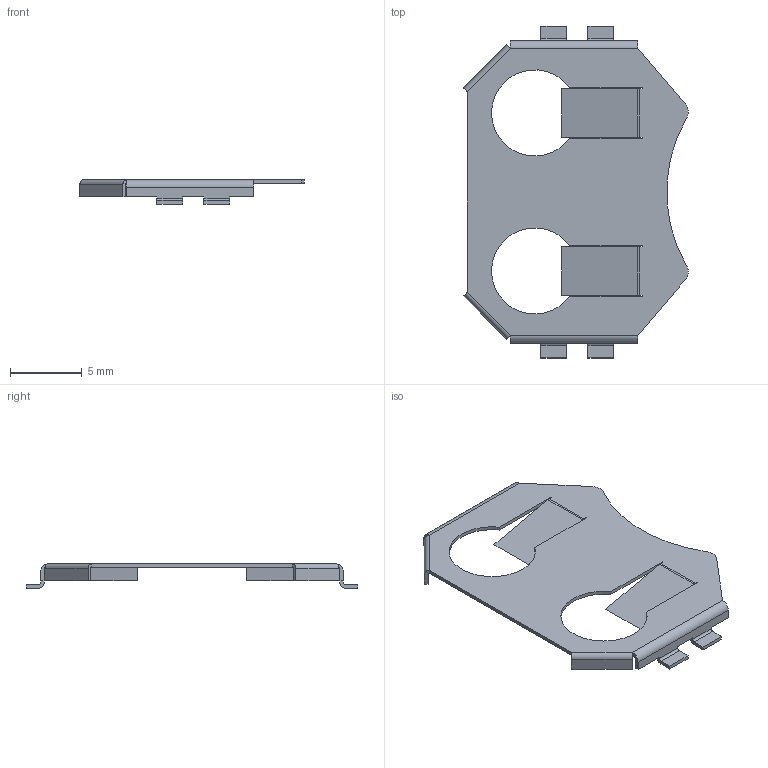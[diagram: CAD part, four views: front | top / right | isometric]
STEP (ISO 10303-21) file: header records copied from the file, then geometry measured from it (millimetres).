
FILE_DESCRIPTION(('FreeCAD Model'),'2;1');
FILE_NAME('Open CASCADE Shape Model','2023-08-31T02:35:06',(''),(''), 'Open CASCADE STEP processor 7.6','FreeCAD','Unknown');
FILE_SCHEMA(('AUTOMOTIVE_DESIGN { 1 0 10303 214 1 1 1 1 }'));
Length unit declared in the file: millimetre
Products named in the file (1): Fusion001
Bounding box: 15.62 x 23.11 x 1.7 mm (x, y, z)
Volume: 65.6 mm3; surface area: 571.3 mm2
Topology: 1 solids, 1 shells, 92 faces, 258 edges, 168 vertices
Faces by surface type: plane 67, cylinder 25
Entity records: 2970 total; most frequent: CARTESIAN_POINT 519, ORIENTED_EDGE 516, DIRECTION 498, EDGE_CURVE 258, LINE 204, VECTOR 204, VERTEX_POINT 168, AXIS2_PLACEMENT_3D 147
